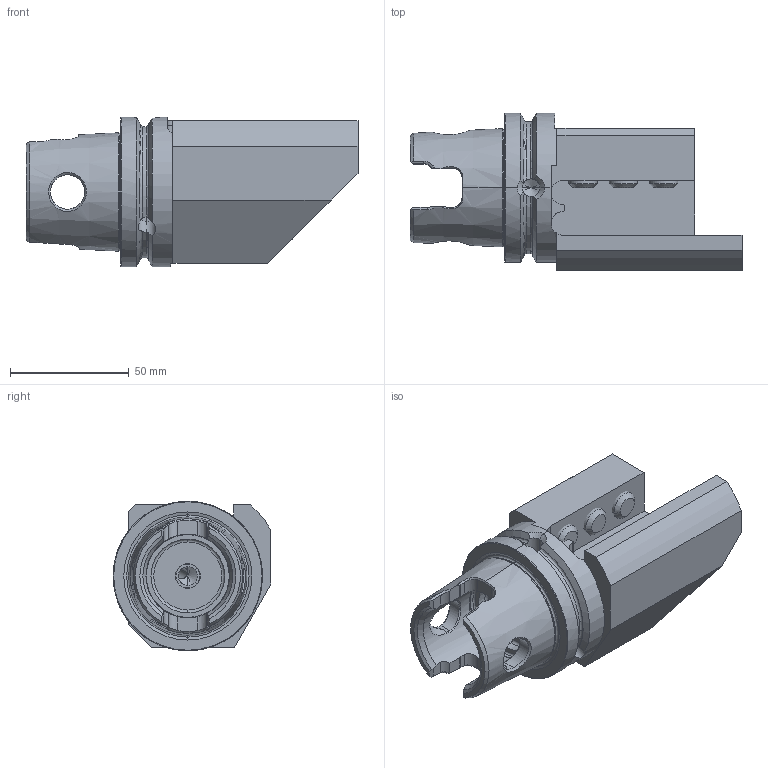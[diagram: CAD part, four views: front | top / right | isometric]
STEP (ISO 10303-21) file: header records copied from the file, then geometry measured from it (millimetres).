
FILE_DESCRIPTION (( 'STEP AP203' ), '1' );
FILE_NAME ('KY6.V20.L11.100.STEP', '2018-02-14T08:30:05', ( 'SWIAdmin' ), ( 'Hewlett-Packard Company' ), 'SwSTEP 2.0', 'SolidWorks 2017', '' );
FILE_SCHEMA (( 'CONFIG_CONTROL_DESIGN' ));
Length unit declared in the file: millimetre
Products named in the file (7): KU1-U12.002.010; KY6.V20.L11.100; KY6-V20.L11.100_B; ISO 4026 - M12 x 25; KU1-U12.003.010_A; KU1-U12.002.010_A; DIN 3771 - 8x1.5
Assembly tree (8 placements, depth 3):
  KY6.V20.L11.100
    KY6-V20.L11.100_B
    ISO 4026 - M12 x 25  x3
    KU1-U12.002.010
      KU1-U12.003.010_A
      KU1-U12.002.010_A
      DIN 3771 - 8x1.5
Bounding box: 139.95 x 66.47 x 62.95 mm (x, y, z)
Volume: 256295.3 mm3; surface area: 45301.5 mm2
Topology: 7 solids, 7 shells, 313 faces, 816 edges, 509 vertices
Faces by surface type: plane 103, cylinder 78, cone 74, bspline 32, torus 22, sphere 4
Entity records: 11905 total; most frequent: CARTESIAN_POINT 4491, ORIENTED_EDGE 1474, DIRECTION 1275, EDGE_CURVE 737, AXIS2_PLACEMENT_3D 505, VERTEX_POINT 466, EDGE_LOOP 303, ADVANCED_FACE 283
